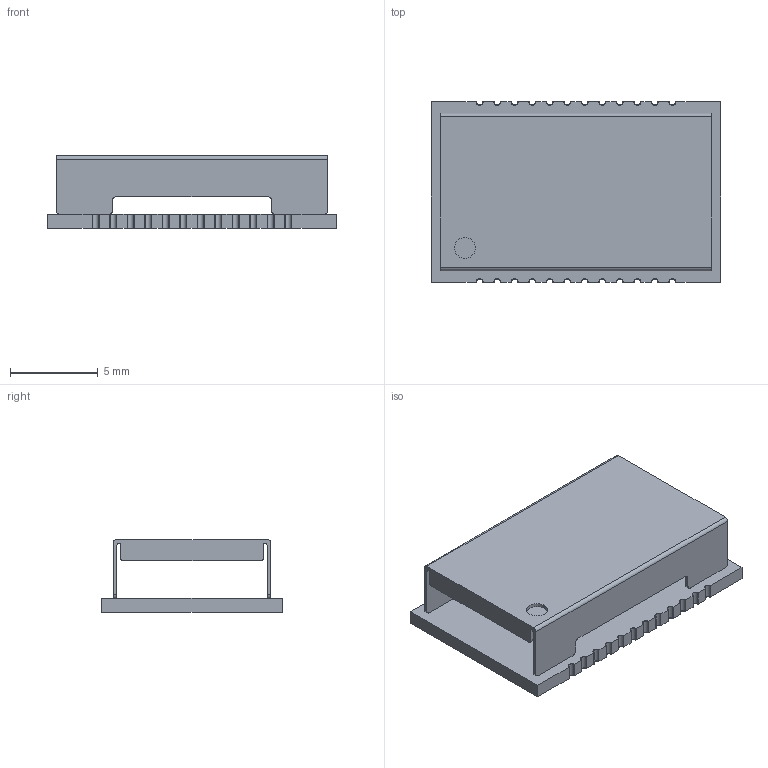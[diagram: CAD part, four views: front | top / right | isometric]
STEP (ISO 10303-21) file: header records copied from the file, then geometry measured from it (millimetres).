
FILE_DESCRIPTION (( 'STEP AP214' ), '1' );
FILE_NAME ('Bourns_SM43P01EL.stp', '2022-07-13T15:25:05', ( '' ), ( '' ), 'SwSTEP 2.0', 'SolidWorks 2020', '' );
FILE_SCHEMA (( 'AUTOMOTIVE_DESIGN' ));
Length unit declared in the file: millimetre
Products named in the file (1): Bourns_SM43P01EL
Bounding box: 16.5 x 10.3 x 4.15 mm (x, y, z)
Volume: 181.8 mm3; surface area: 901.5 mm2
Topology: 50 solids, 50 shells, 390 faces, 866 edges, 576 vertices
Faces by surface type: plane 272, cylinder 118
Entity records: 15543 total; most frequent: DIRECTION 1884, CARTESIAN_POINT 1833, ORIENTED_EDGE 1732, EDGE_CURVE 866, VECTOR 630, LINE 630, AXIS2_PLACEMENT_3D 627, VERTEX_POINT 576
